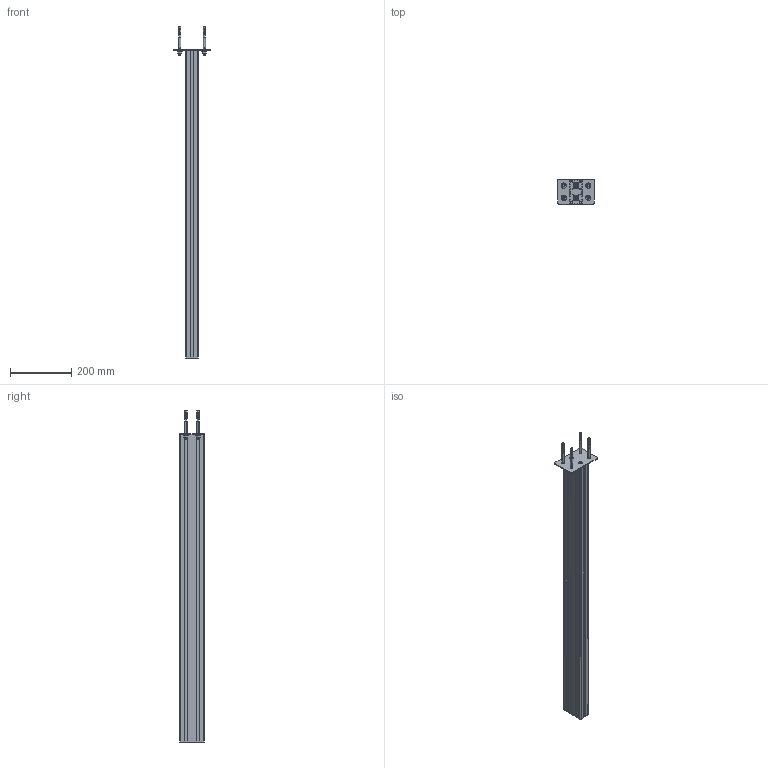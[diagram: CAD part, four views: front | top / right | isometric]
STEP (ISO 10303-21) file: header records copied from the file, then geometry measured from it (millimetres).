
FILE_DESCRIPTION(('HOOPS Exchange Step'),'2;1');
FILE_NAME('export-5FE6E39B-A387-4C83-8960-8E10C2ED6AB9.stp','2022-04-02T15:45:26+02:00',('Engineering'),('Alibre'),'HOOPS Exchange 2021.0','Alibre','Unknown authorisation');
FILE_SCHEMA( ('AP242_MANAGED_MODEL_BASED_3D_ENGINEERING_MIM_LF {1 0 10303 442 1 1 4 }') );
Length unit declared in the file: millimetre
Products named in the file (12): 1940 MayTec Profile 40x80 6E, LP (light) L=1000mm; 2921 Maytec Threaded Insert M14-M6 L=30mm; 5885 DCNC 80x120x3mm bracket; 5879-3 8x95mm Concrete Anchor, Fischer FAZ II 10-30 94877; 5879-2 8x95mm Concrete Anchor, Fischer FAZ II 10-30 94877; 5879-1 8x95mm Concrete Anchor, Fischer FAZ II 10-30 94877; 5879 8x95mm Concrete Anchor, Fischer FAZ II 10-30 94877; 2499 M6x20 - 8.8 DIN7991,ISO10642 Hexagon socket countersunk head screw; 5885 Example Anchor to Floor
Assembly tree (22 placements, depth 3):
  5885 Example Anchor to Floor
    1940 MayTec Profile 40x80 6E, LP (light) L=1000mm
    2921 Maytec Threaded Insert M14-M6 L=30mm  x2
    5885 DCNC 80x120x3mm bracket
    5879 8x95mm Concrete Anchor, Fischer FAZ II 10-30 94877
      5879-3 8x95mm Concrete Anchor, Fischer FAZ II 10-30 94877
      5879-2 8x95mm Concrete Anchor, Fischer FAZ II 10-30 94877
      5879-1 8x95mm Concrete Anchor, Fischer FAZ II 10-30 94877
    5879 8x95mm Concrete Anchor, Fischer FAZ II 10-30 94877
      5879-3 8x95mm Concrete Anchor, Fischer FAZ II 10-30 94877
      5879-2 8x95mm Concrete Anchor, Fischer FAZ II 10-30 94877
      5879-1 8x95mm Concrete Anchor, Fischer FAZ II 10-30 94877
    5879 8x95mm Concrete Anchor, Fischer FAZ II 10-30 94877
      5879-3 8x95mm Concrete Anchor, Fischer FAZ II 10-30 94877
      5879-2 8x95mm Concrete Anchor, Fischer FAZ II 10-30 94877
      5879-1 8x95mm Concrete Anchor, Fischer FAZ II 10-30 94877
    5879 8x95mm Concrete Anchor, Fischer FAZ II 10-30 94877
      5879-3 8x95mm Concrete Anchor, Fischer FAZ II 10-30 94877
      5879-2 8x95mm Concrete Anchor, Fischer FAZ II 10-30 94877
      5879-1 8x95mm Concrete Anchor, Fischer FAZ II 10-30 94877
    2499 M6x20 - 8.8 DIN7991,ISO10642 Hexagon socket countersunk head screw  x2
Bounding box: 120 x 80 x 1080.8 mm (x, y, z)
Volume: 1002817.5 mm3; surface area: 914515 mm2
Topology: 18 solids, 18 shells, 1810 faces, 5170 edges, 3414 vertices
Faces by surface type: plane 1194, cylinder 426, cone 122, torus 68
Full cylindrical faces by diameter (mm): 8.2 x6
Entity records: 24426 total; most frequent: CARTESIAN_POINT 5073, DIRECTION 4070, ORIENTED_EDGE 4034, EDGE_CURVE 2017, AXIS2_PLACEMENT_3D 1447, VERTEX_POINT 1337, VECTOR 1176, LINE 1176
